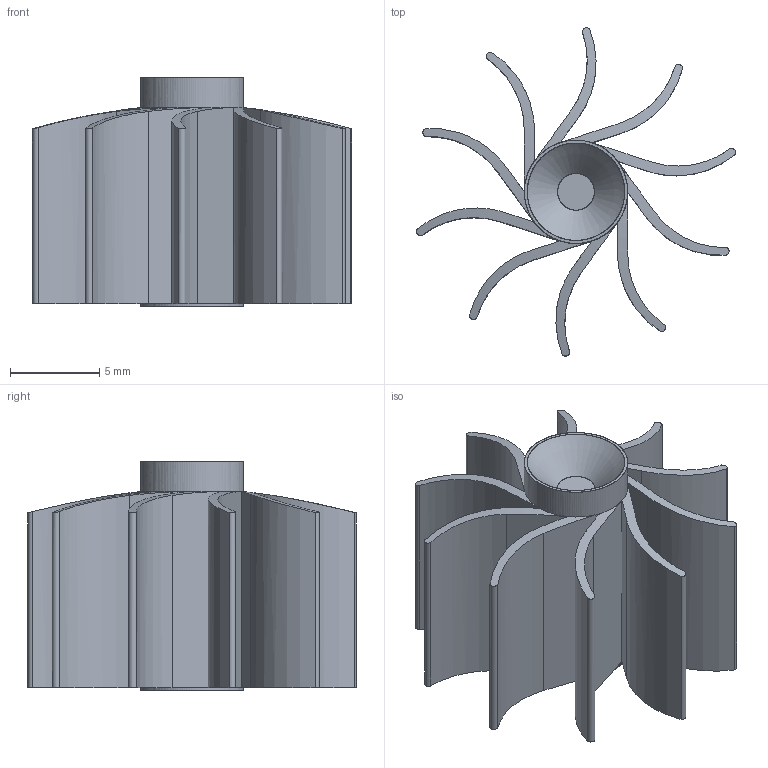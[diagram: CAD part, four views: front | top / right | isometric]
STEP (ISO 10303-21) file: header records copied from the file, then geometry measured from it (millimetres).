
FILE_DESCRIPTION(/* description */ (''),/* implementation_level */ '2;1');
FILE_NAME(/* name */ 'Component2.stp',/* time_stamp */ '2025-09-12T00:20:56+02:00',/* author */ (''),/* organization */ (''),/* preprocessor_version */ 'ST-DEVELOPER v20.1',/* originating_system */ 'Autodesk Translation Framework v14.10.0.0',/* authorisation */ '');
FILE_SCHEMA (('AUTOMOTIVE_DESIGN { 1 0 10303 214 3 1 1 }'));
Length unit declared in the file: millimetre
Products named in the file (1): FusionComponent
Bounding box: 17.88 x 18.4 x 12.86 mm (x, y, z)
Volume: 3403.3 mm3; surface area: 4566.1 mm2
Topology: 10 solids, 10 shells, 132 faces, 263 edges, 172 vertices
Faces by surface type: plane 61, cylinder 41, cone 20, bspline 10
Full cylindrical faces by diameter (mm): 5.8 x11
Entity records: 5173 total; most frequent: CARTESIAN_POINT 2448, DIRECTION 551, ORIENTED_EDGE 526, EDGE_CURVE 263, AXIS2_PLACEMENT_3D 225, VERTEX_POINT 172, EDGE_LOOP 153, FACE_OUTER_BOUND 132
